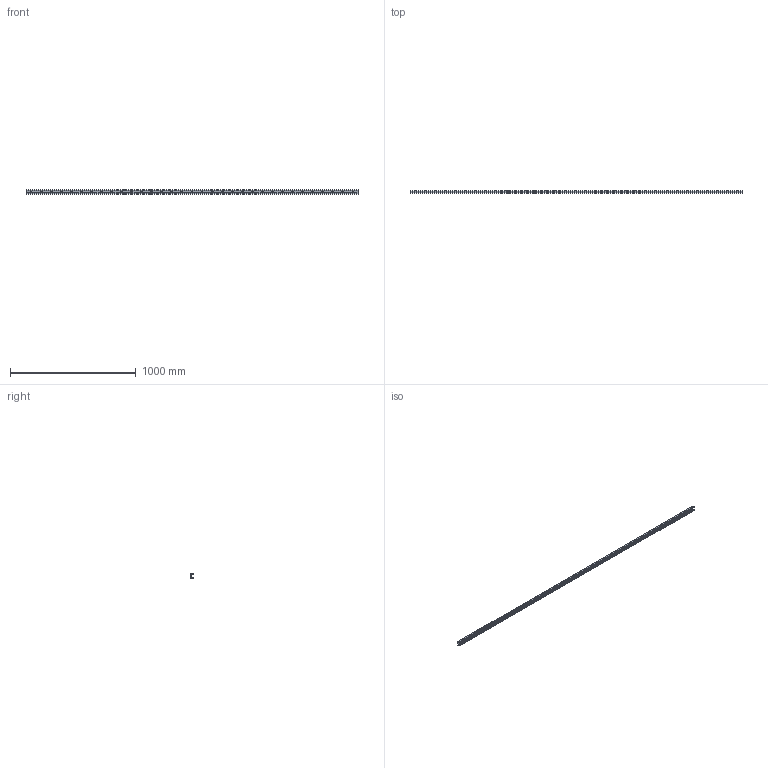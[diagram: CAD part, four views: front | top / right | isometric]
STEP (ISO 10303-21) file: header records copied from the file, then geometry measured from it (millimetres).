
FILE_DESCRIPTION((''),'2;1');
FILE_NAME('LCX 35-2640.C.stp','2016-04-28T09:09:39',('MRathmann'),(''),'Autodesk Inventor 2012','Autodesk Inventor 2012','');
FILE_SCHEMA(('CONFIG_CONTROL_DESIGN'));
Length unit declared in the file: millimetre
Products named in the file (1): LCX 35-2640.C
Bounding box: 2640 x 16.5 x 35 mm (x, y, z)
Volume: 569015.3 mm3; surface area: 338980.1 mm2
Topology: 1 solids, 1 shells, 127 faces, 408 edges, 283 vertices
Faces by surface type: cylinder 79, plane 48
Full cylindrical faces by diameter (mm): 8 x33, 15 x33
Entity records: 4729 total; most frequent: CARTESIAN_POINT 1578, DIRECTION 657, ORIENTED_EDGE 552, AXIS2_PLACEMENT_3D 286, EDGE_CURVE 276, EDGE_LOOP 259, VERTEX_POINT 217, CIRCLE 158
